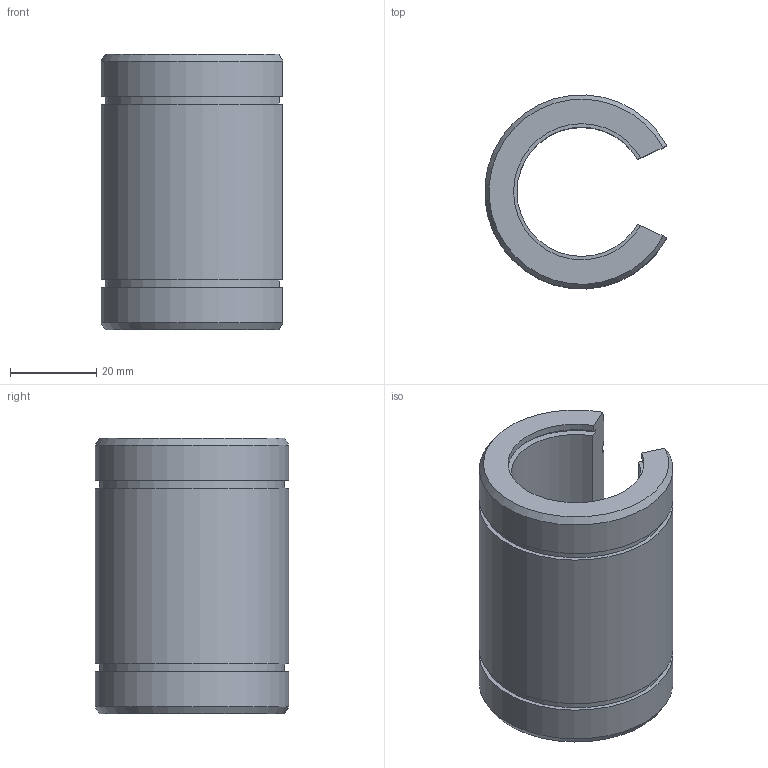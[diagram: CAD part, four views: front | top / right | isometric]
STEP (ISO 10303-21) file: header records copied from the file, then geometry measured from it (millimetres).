
FILE_DESCRIPTION(/* description */ ('STEP AP203'),/* implementation_level */ '2;1');
FILE_NAME(/* name */ 'LM30UU-OP',/* time_stamp */ '2022-07-21T04:18:51+02:00',/* author */ ('License CC BY-ND 4.0'),/* organization */ ('CADENAS'),/* preprocessor_version */ 'ST-DEVELOPER v18.102',/* originating_system */ 'PARTsolutions',/* authorisation */ ' ');
FILE_SCHEMA (('CONFIG_CONTROL_DESIGN'));
Length unit declared in the file: millimetre
Products named in the file (1): LM30UU-OP
Bounding box: 42.22 x 44.94 x 64 mm (x, y, z)
Volume: 46401.4 mm3; surface area: 15645 mm2
Topology: 1 solids, 1 shells, 24 faces, 66 edges, 44 vertices
Faces by surface type: plane 12, cylinder 10, cone 2
Entity records: 806 total; most frequent: CARTESIAN_POINT 147, DIRECTION 134, ORIENTED_EDGE 132, EDGE_CURVE 66, AXIS2_PLACEMENT_3D 47, VERTEX_POINT 44, LINE 40, VECTOR 40
